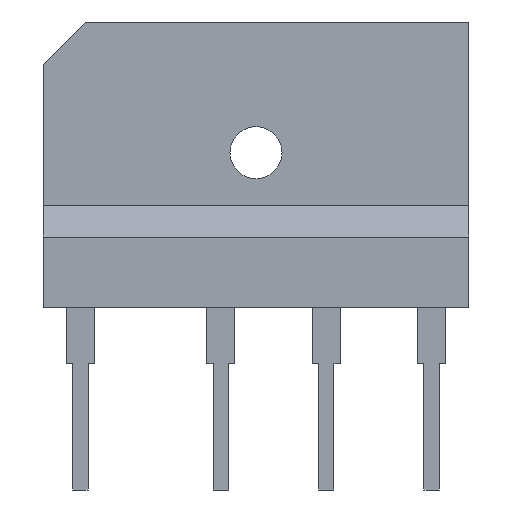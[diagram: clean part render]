
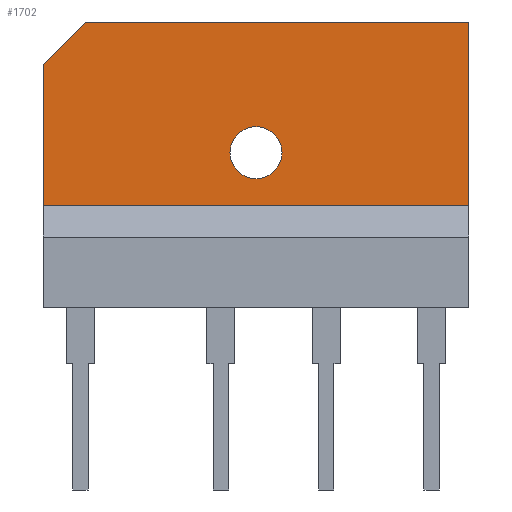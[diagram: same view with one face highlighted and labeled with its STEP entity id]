
A CAD part, front view. The second image highlights one B-rep face of the part: STEP entity #1702.
In plain terms, the highlighted planar face has unit normal (0, -1, 0).
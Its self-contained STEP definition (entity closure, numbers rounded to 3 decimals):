
#1535=CARTESIAN_POINT('',(1.85,-0.65,20.0));
#1536=VERTEX_POINT('',#1535);
#1545=CARTESIAN_POINT('',(-1.85,-0.65,20.0));
#1546=VERTEX_POINT('',#1545);
#1547=CARTESIAN_POINT('',(0.0,-0.65,20.0));
#1548=DIRECTION('',(0.0,-1.0,0.0));
#1549=DIRECTION('',(1.0,0.0,0.0));
#1550=AXIS2_PLACEMENT_3D('',#1547,#1548,#1549);
#1551=CIRCLE('',#1550,1.85);
#1552=EDGE_CURVE('',#1536,#1546,#1551,.T.);
#1621=CARTESIAN_POINT('',(-15.15,-0.65,16.252));
#1622=VERTEX_POINT('',#1621);
#1637=CARTESIAN_POINT('',(15.15,-0.65,16.252));
#1638=VERTEX_POINT('',#1637);
#1645=CARTESIAN_POINT('',(15.15,-0.65,16.252));
#1646=DIRECTION('',(-1.0,0.0,0.0));
#1647=VECTOR('',#1646,30.3);
#1648=LINE('',#1645,#1647);
#1649=EDGE_CURVE('',#1638,#1622,#1648,.T.);
#1654=CARTESIAN_POINT('',(15.15,-0.65,16.252));
#1655=DIRECTION('',(0.0,1.0,0.0));
#1656=DIRECTION('',(0.0,0.0,1.0));
#1657=AXIS2_PLACEMENT_3D('',#1654,#1655,#1656);
#1658=PLANE('',#1657);
#1659=CARTESIAN_POINT('',(-15.15,-0.65,26.3));
#1660=VERTEX_POINT('',#1659);
#1661=CARTESIAN_POINT('',(-12.15,-0.65,29.3));
#1662=VERTEX_POINT('',#1661);
#1663=CARTESIAN_POINT('',(-15.15,-0.65,26.3));
#1664=DIRECTION('',(0.707,0.0,0.707));
#1665=VECTOR('',#1664,4.243);
#1666=LINE('',#1663,#1665);
#1667=EDGE_CURVE('',#1660,#1662,#1666,.T.);
#1668=ORIENTED_EDGE('',*,*,#1667,.F.);
#1669=CARTESIAN_POINT('',(-15.15,-0.65,16.252));
#1670=DIRECTION('',(0.0,0.0,1.0));
#1671=VECTOR('',#1670,10.048);
#1672=LINE('',#1669,#1671);
#1673=EDGE_CURVE('',#1622,#1660,#1672,.T.);
#1674=ORIENTED_EDGE('',*,*,#1673,.F.);
#1675=ORIENTED_EDGE('',*,*,#1649,.F.);
#1676=CARTESIAN_POINT('',(15.15,-0.65,29.3));
#1677=VERTEX_POINT('',#1676);
#1678=CARTESIAN_POINT('',(15.15,-0.65,29.3));
#1679=DIRECTION('',(0.0,0.0,-1.0));
#1680=VECTOR('',#1679,13.048);
#1681=LINE('',#1678,#1680);
#1682=EDGE_CURVE('',#1677,#1638,#1681,.T.);
#1683=ORIENTED_EDGE('',*,*,#1682,.F.);
#1684=CARTESIAN_POINT('',(-12.15,-0.65,29.3));
#1685=DIRECTION('',(1.0,0.0,0.0));
#1686=VECTOR('',#1685,27.3);
#1687=LINE('',#1684,#1686);
#1688=EDGE_CURVE('',#1662,#1677,#1687,.T.);
#1689=ORIENTED_EDGE('',*,*,#1688,.F.);
#1690=EDGE_LOOP('',(#1668,#1674,#1675,#1683,#1689));
#1691=FACE_OUTER_BOUND('',#1690,.T.);
#1692=CARTESIAN_POINT('',(0.0,-0.65,20.0));
#1693=DIRECTION('',(0.0,-1.0,0.0));
#1694=DIRECTION('',(1.0,0.0,0.0));
#1695=AXIS2_PLACEMENT_3D('',#1692,#1693,#1694);
#1696=CIRCLE('',#1695,1.85);
#1697=EDGE_CURVE('',#1546,#1536,#1696,.T.);
#1698=ORIENTED_EDGE('',*,*,#1697,.F.);
#1699=ORIENTED_EDGE('',*,*,#1552,.F.);
#1700=EDGE_LOOP('',(#1698,#1699));
#1701=FACE_BOUND('',#1700,.T.);
#1702=ADVANCED_FACE('',(#1691,#1701),#1658,.F.);
